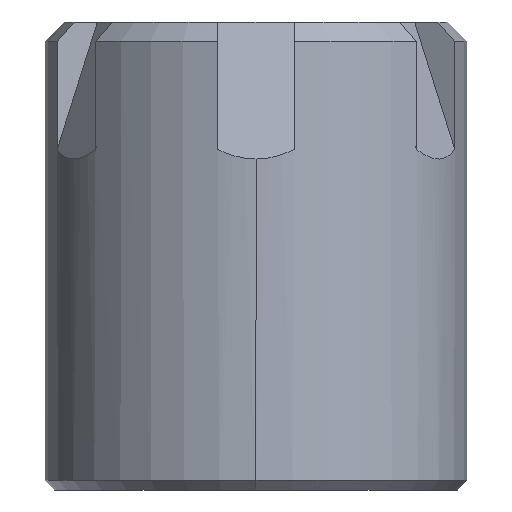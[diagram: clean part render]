
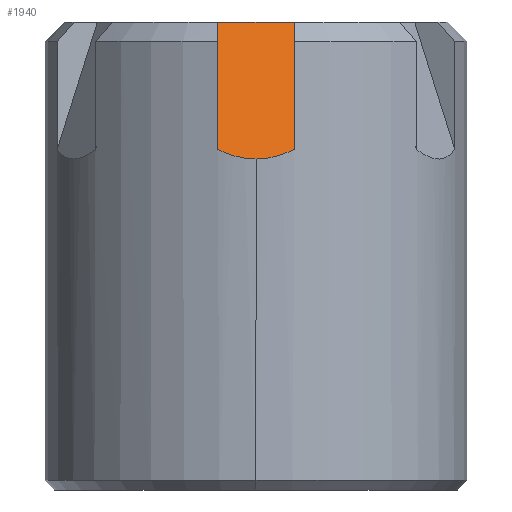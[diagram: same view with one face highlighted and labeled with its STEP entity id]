
A CAD part, left-side view. The second image highlights one B-rep face of the part: STEP entity #1940.
In plain terms, the highlighted planar face has unit normal (-0.94, 0, 0.342).
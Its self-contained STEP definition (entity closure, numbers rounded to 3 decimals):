
#36 = CARTESIAN_POINT ( 'NONE',  ( -8.4, 2., 24.4 ) ) ;
#87 = CARTESIAN_POINT ( 'NONE',  ( -11., -0.671, 17.257 ) ) ;
#97 = VECTOR ( 'NONE', #530, 1000. ) ;
#207 = ORIENTED_EDGE ( 'NONE', *, *, #1170, .T. ) ;
#216 = DIRECTION ( 'NONE',  ( -0.342, 0., -0.94 ) ) ;
#269 = CARTESIAN_POINT ( 'NONE',  ( -10.817, 2., 17.76 ) ) ;
#270 = LINE ( 'NONE', #36, #2009 ) ;
#381 = EDGE_CURVE ( 'NONE', #2414, #2541, #2239, .T. ) ;
#503 = VECTOR ( 'NONE', #589, 1000. ) ;
#517 = VERTEX_POINT ( 'NONE', #2053 ) ;
#530 = DIRECTION ( 'NONE',  ( -0.342, 0., -0.94 ) ) ;
#531 = EDGE_CURVE ( 'NONE', #1872, #2414, #2724, .T. ) ;
#572 = PLANE ( 'NONE',  #1336 ) ;
#589 = DIRECTION ( 'NONE',  ( 0., 1., 0. ) ) ;
#707 = CARTESIAN_POINT ( 'NONE',  ( -11., 0.671, 17.257 ) ) ;
#741 = CARTESIAN_POINT ( 'NONE',  ( -11., 0., 17.257 ) ) ;
#951 = ORIENTED_EDGE ( 'NONE', *, *, #531, .F. ) ;
#972 =( BOUNDED_CURVE ( )  B_SPLINE_CURVE ( 3, ( #1583, #707, #2249, #2422 ),
 .UNSPECIFIED., .F., .F. ) 
 B_SPLINE_CURVE_WITH_KNOTS ( ( 4, 4 ),
 ( 0., 0.183 ),
 .UNSPECIFIED. ) 
 CURVE ( )  GEOMETRIC_REPRESENTATION_ITEM ( )  RATIONAL_B_SPLINE_CURVE ( ( 1., 0.997, 0.997, 1. ) ) 
 REPRESENTATION_ITEM ( '' )  );
#1141 = ORIENTED_EDGE ( 'NONE', *, *, #381, .F. ) ;
#1170 = EDGE_CURVE ( 'NONE', #1872, #517, #2783, .T. ) ;
#1235 = DIRECTION ( 'NONE',  ( 0.94, 0., -0.342 ) ) ;
#1336 = AXIS2_PLACEMENT_3D ( 'NONE', #1465, #1235, #2127 ) ;
#1465 = CARTESIAN_POINT ( 'NONE',  ( -8.4, -2., 24.4 ) ) ;
#1583 = CARTESIAN_POINT ( 'NONE',  ( -11., 0., 17.257 ) ) ;
#1585 = ORIENTED_EDGE ( 'NONE', *, *, #1726, .F. ) ;
#1726 = EDGE_CURVE ( 'NONE', #2541, #2737, #972, .T. ) ;
#1727 = CARTESIAN_POINT ( 'NONE',  ( -11., 0., 17.257 ) ) ;
#1872 = VERTEX_POINT ( 'NONE', #2743 ) ;
#1935 = CARTESIAN_POINT ( 'NONE',  ( -8.4, -2., 24.4 ) ) ;
#1940 = ADVANCED_FACE ( 'NONE', ( #2547 ), #572, .F. ) ;
#2009 = VECTOR ( 'NONE', #216, 1000. ) ;
#2020 = CARTESIAN_POINT ( 'NONE',  ( -10.817, -2., 17.76 ) ) ;
#2053 = CARTESIAN_POINT ( 'NONE',  ( -8.4, 2., 24.4 ) ) ;
#2127 = DIRECTION ( 'NONE',  ( -0.342, 0., -0.94 ) ) ;
#2194 = EDGE_LOOP ( 'NONE', ( #1141, #951, #207, #2553, #1585 ) ) ;
#2239 =( BOUNDED_CURVE ( )  B_SPLINE_CURVE ( 3, ( #2480, #2263, #87, #741 ),
 .UNSPECIFIED., .F., .T. ) 
 B_SPLINE_CURVE_WITH_KNOTS ( ( 4, 4 ),
 ( 6.1, 6.283 ),
 .UNSPECIFIED. ) 
 CURVE ( )  GEOMETRIC_REPRESENTATION_ITEM ( )  RATIONAL_B_SPLINE_CURVE ( ( 1., 0.997, 0.997, 1. ) ) 
 REPRESENTATION_ITEM ( '' )  );
#2249 = CARTESIAN_POINT ( 'NONE',  ( -10.939, 1.34, 17.425 ) ) ;
#2263 = CARTESIAN_POINT ( 'NONE',  ( -10.939, -1.34, 17.425 ) ) ;
#2375 = EDGE_CURVE ( 'NONE', #517, #2737, #270, .T. ) ;
#2414 = VERTEX_POINT ( 'NONE', #2020 ) ;
#2422 = CARTESIAN_POINT ( 'NONE',  ( -10.817, 2., 17.76 ) ) ;
#2480 = CARTESIAN_POINT ( 'NONE',  ( -10.817, -2., 17.76 ) ) ;
#2541 = VERTEX_POINT ( 'NONE', #1727 ) ;
#2547 = FACE_OUTER_BOUND ( 'NONE', #2194, .T. ) ;
#2553 = ORIENTED_EDGE ( 'NONE', *, *, #2375, .T. ) ;
#2689 = CARTESIAN_POINT ( 'NONE',  ( -8.4, -2., 24.4 ) ) ;
#2724 = LINE ( 'NONE', #2689, #97 ) ;
#2737 = VERTEX_POINT ( 'NONE', #269 ) ;
#2743 = CARTESIAN_POINT ( 'NONE',  ( -8.4, -2., 24.4 ) ) ;
#2783 = LINE ( 'NONE', #1935, #503 ) ;
